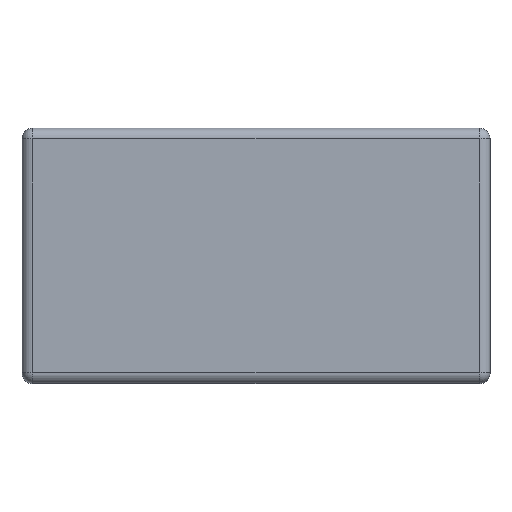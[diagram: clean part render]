
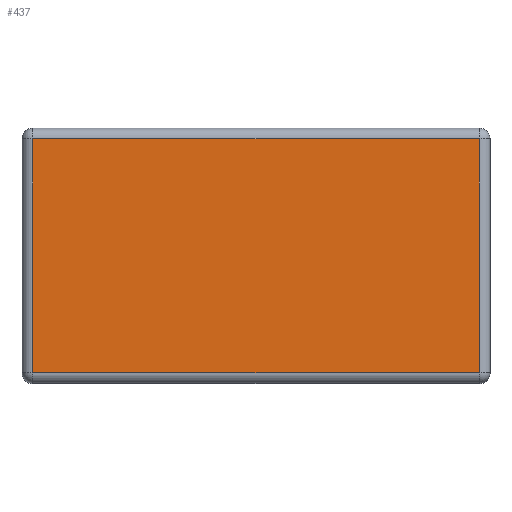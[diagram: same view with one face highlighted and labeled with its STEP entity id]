
A CAD part, top view. The second image highlights one B-rep face of the part: STEP entity #437.
In plain terms, the highlighted face is planar.
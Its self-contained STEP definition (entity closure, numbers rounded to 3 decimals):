
#181 = VERTEX_POINT('',#182);
#182 = CARTESIAN_POINT('',(-5.25,-2.75,0.));
#189 = EDGE_CURVE('',#181,#190,#192,.T.);
#190 = VERTEX_POINT('',#191);
#191 = CARTESIAN_POINT('',(-5.25,2.75,0.));
#192 = LINE('',#193,#194);
#193 = CARTESIAN_POINT('',(-5.25,-3.,0.));
#194 = VECTOR('',#195,1.);
#195 = DIRECTION('',(0.,1.,0.));
#437 = ADVANCED_FACE('',(#438),#463,.F.);
#438 = FACE_BOUND('',#439,.F.);
#439 = EDGE_LOOP('',(#440,#448,#449,#457));
#440 = ORIENTED_EDGE('',*,*,#441,.F.);
#441 = EDGE_CURVE('',#190,#442,#444,.T.);
#442 = VERTEX_POINT('',#443);
#443 = CARTESIAN_POINT('',(5.25,2.75,0.));
#444 = LINE('',#445,#446);
#445 = CARTESIAN_POINT('',(-5.5,2.75,0.));
#446 = VECTOR('',#447,1.);
#447 = DIRECTION('',(1.,0.,0.));
#448 = ORIENTED_EDGE('',*,*,#189,.F.);
#449 = ORIENTED_EDGE('',*,*,#450,.F.);
#450 = EDGE_CURVE('',#451,#181,#453,.T.);
#451 = VERTEX_POINT('',#452);
#452 = CARTESIAN_POINT('',(5.25,-2.75,0.));
#453 = LINE('',#454,#455);
#454 = CARTESIAN_POINT('',(5.5,-2.75,0.));
#455 = VECTOR('',#456,1.);
#456 = DIRECTION('',(-1.,0.,0.));
#457 = ORIENTED_EDGE('',*,*,#458,.F.);
#458 = EDGE_CURVE('',#442,#451,#459,.T.);
#459 = LINE('',#460,#461);
#460 = CARTESIAN_POINT('',(5.25,3.,0.));
#461 = VECTOR('',#462,1.);
#462 = DIRECTION('',(0.,-1.,0.));
#463 = PLANE('',#464);
#464 = AXIS2_PLACEMENT_3D('',#465,#466,#467);
#465 = CARTESIAN_POINT('',(0.,0.,0.));
#466 = DIRECTION('',(0.,0.,1.));
#467 = DIRECTION('',(1.,0.,0.));
